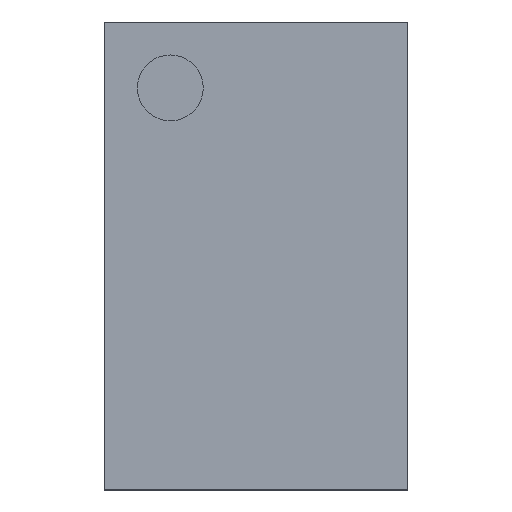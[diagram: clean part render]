
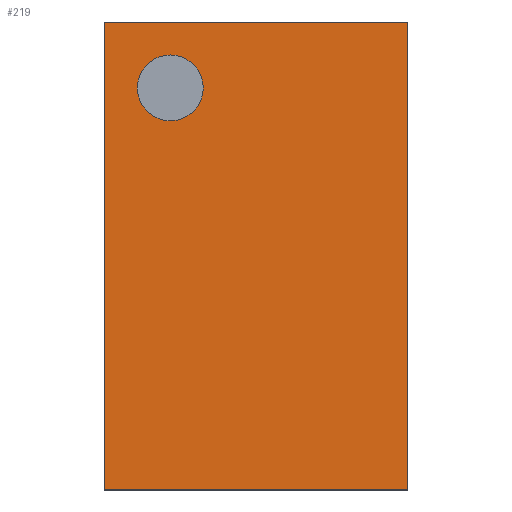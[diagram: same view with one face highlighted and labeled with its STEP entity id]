
A CAD part, top view. The second image highlights one B-rep face of the part: STEP entity #219.
In plain terms, the highlighted planar face has unit normal (0, 0, 1).
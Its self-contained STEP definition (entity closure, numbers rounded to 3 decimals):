
#17=LINE($,#373,#29);
#20=LINE($,#379,#32);
#23=LINE($,#385,#35);
#26=LINE($,#389,#38);
#29=VECTOR($,#305,1.42);
#32=VECTOR($,#310,0.92);
#35=VECTOR($,#315,1.42);
#38=VECTOR($,#320,0.92);
#45=PLANE($,#261);
#49=FACE_BOUND($,#95,.T.);
#76=FACE_OUTER_BOUND($,#94,.T.);
#94=EDGE_LOOP($,(#135,#136,#137,#138));
#95=EDGE_LOOP($,(#139));
#135=ORIENTED_EDGE($,*,*,#163,.T.);
#136=ORIENTED_EDGE($,*,*,#160,.T.);
#137=ORIENTED_EDGE($,*,*,#157,.T.);
#138=ORIENTED_EDGE($,*,*,#154,.T.);
#139=ORIENTED_EDGE($,*,*,#151,.T.);
#151=EDGE_CURVE($,#179,#179,#197,.T.);
#154=EDGE_CURVE($,#183,#182,#17,.T.);
#157=EDGE_CURVE($,#185,#183,#20,.T.);
#160=EDGE_CURVE($,#187,#185,#23,.T.);
#163=EDGE_CURVE($,#182,#187,#26,.T.);
#179=VERTEX_POINT($,#363);
#182=VERTEX_POINT($,#370);
#183=VERTEX_POINT($,#372);
#185=VERTEX_POINT($,#378);
#187=VERTEX_POINT($,#384);
#197=CIRCLE($,#254,0.1);
#219=ADVANCED_FACE($,(#76,#49),#45,.T.);
#254=AXIS2_PLACEMENT_3D($,#364,#297,#298);
#261=AXIS2_PLACEMENT_3D($,#391,#323,#324);
#297=DIRECTION('center_axis',(0.,0.,-1.));
#298=DIRECTION('ref_axis',(-1.,0.,0.));
#305=DIRECTION($,(0.,1.,0.));
#310=DIRECTION($,(1.,0.,0.));
#315=DIRECTION($,(0.,-1.,0.));
#320=DIRECTION($,(-1.,0.,0.));
#323=DIRECTION('center_axis',(0.,0.,1.));
#324=DIRECTION('ref_axis',(1.,0.,0.));
#363=CARTESIAN_POINT('',(-0.16,0.51,0.5));
#364=CARTESIAN_POINT('Origin',(-0.26,0.51,0.5));
#370=CARTESIAN_POINT('',(0.46,0.71,0.5));
#372=CARTESIAN_POINT('',(0.46,-0.71,0.5));
#373=CARTESIAN_POINT($,(0.46,0.71,0.5));
#378=CARTESIAN_POINT('',(-0.46,-0.71,0.5));
#379=CARTESIAN_POINT($,(0.46,-0.71,0.5));
#384=CARTESIAN_POINT('',(-0.46,0.71,0.5));
#385=CARTESIAN_POINT($,(-0.46,-0.71,0.5));
#389=CARTESIAN_POINT($,(-0.46,0.71,0.5));
#391=CARTESIAN_POINT('Origin',(0.,0.,0.5));
